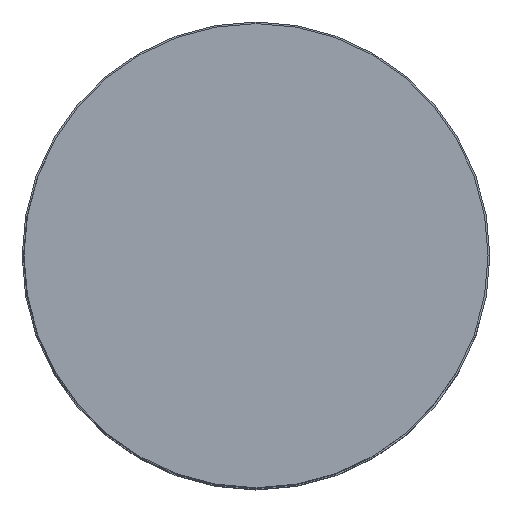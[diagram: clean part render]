
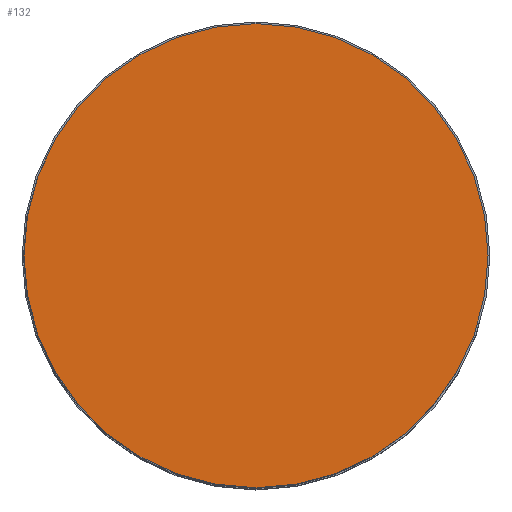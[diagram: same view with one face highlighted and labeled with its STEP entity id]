
A CAD part, top view. The second image highlights one B-rep face of the part: STEP entity #132.
In plain terms, the highlighted planar face has unit normal (0, 0, 1).
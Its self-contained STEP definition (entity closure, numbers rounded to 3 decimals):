
#39 = VERTEX_POINT('',#40);
#40 = CARTESIAN_POINT('',(1.3,0.,2.6));
#47 = CYLINDRICAL_SURFACE('',#48,1.3);
#48 = AXIS2_PLACEMENT_3D('',#49,#50,#51);
#49 = CARTESIAN_POINT('',(0.,0.,-2.6));
#50 = DIRECTION('',(0.,0.,-1.));
#51 = DIRECTION('',(1.,0.,0.));
#66 = EDGE_CURVE('',#39,#39,#67,.T.);
#67 = SURFACE_CURVE('',#68,(#73,#80),.PCURVE_S1.);
#68 = CIRCLE('',#69,1.3);
#69 = AXIS2_PLACEMENT_3D('',#70,#71,#72);
#70 = CARTESIAN_POINT('',(0.,0.,2.6));
#71 = DIRECTION('',(0.,0.,1.));
#72 = DIRECTION('',(1.,0.,0.));
#73 = PCURVE('',#47,#74);
#74 = DEFINITIONAL_REPRESENTATION('',(#75),#79);
#75 = LINE('',#76,#77);
#76 = CARTESIAN_POINT('',(0.,-5.2));
#77 = VECTOR('',#78,1.);
#78 = DIRECTION('',(-1.,0.));
#79 = ( GEOMETRIC_REPRESENTATION_CONTEXT(2) 
PARAMETRIC_REPRESENTATION_CONTEXT() REPRESENTATION_CONTEXT('2D SPACE',''
  ) );
#80 = PCURVE('',#81,#86);
#81 = PLANE('',#82);
#82 = AXIS2_PLACEMENT_3D('',#83,#84,#85);
#83 = CARTESIAN_POINT('',(1.3,0.,2.6));
#84 = DIRECTION('',(0.,0.,-1.));
#85 = DIRECTION('',(-1.,0.,0.));
#86 = DEFINITIONAL_REPRESENTATION('',(#87),#95);
#87 = ( BOUNDED_CURVE() B_SPLINE_CURVE(2,(#88,#89,#90,#91,#92,#93,#94),
.UNSPECIFIED.,.F.,.F.) B_SPLINE_CURVE_WITH_KNOTS((1,2,2,2,2,1),(
    -2.094,0.,2.094,4.189,6.283,
8.378),.UNSPECIFIED.) CURVE() GEOMETRIC_REPRESENTATION_ITEM() 
RATIONAL_B_SPLINE_CURVE((1.,0.5,1.,0.5,1.,0.5,1.)) REPRESENTATION_ITEM(
  '') );
#88 = CARTESIAN_POINT('',(0.,0.));
#89 = CARTESIAN_POINT('',(0.,2.252));
#90 = CARTESIAN_POINT('',(1.95,1.126));
#91 = CARTESIAN_POINT('',(3.9,0.));
#92 = CARTESIAN_POINT('',(1.95,-1.126));
#93 = CARTESIAN_POINT('',(0.,-2.252));
#94 = CARTESIAN_POINT('',(0.,0.));
#95 = ( GEOMETRIC_REPRESENTATION_CONTEXT(2) 
PARAMETRIC_REPRESENTATION_CONTEXT() REPRESENTATION_CONTEXT('2D SPACE',''
  ) );
#132 = ADVANCED_FACE('',(#133),#81,.F.);
#133 = FACE_BOUND('',#134,.T.);
#134 = EDGE_LOOP('',(#135));
#135 = ORIENTED_EDGE('',*,*,#66,.T.);
